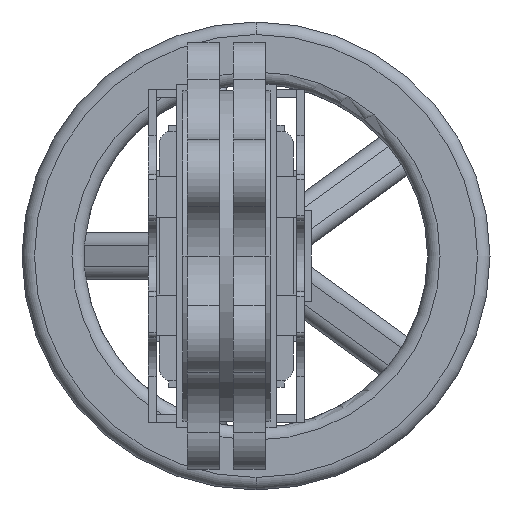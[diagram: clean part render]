
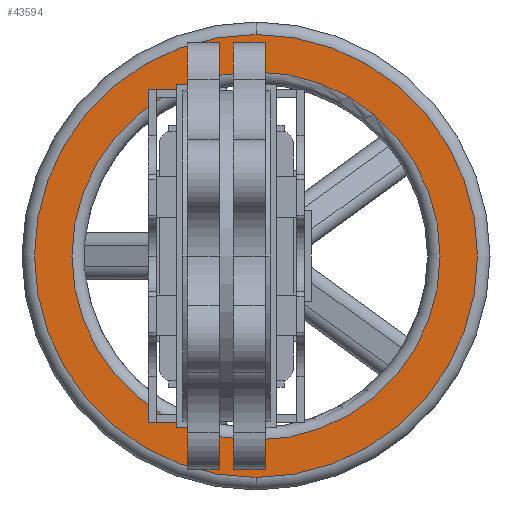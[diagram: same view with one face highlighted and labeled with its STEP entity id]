
A CAD part, front view. The second image highlights one B-rep face of the part: STEP entity #43594.
In plain terms, the highlighted planar face has unit normal (0, -1, 0).
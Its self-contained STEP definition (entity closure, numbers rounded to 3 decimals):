
#1870 = DIRECTION ( 'NONE',  ( 0., 0., 1. ) ) ;
#4602 = CIRCLE ( 'NONE', #14497, 142. ) ;
#5756 = EDGE_CURVE ( 'NONE', #14668, #27503, #29568, .T. ) ;
#6204 = VERTEX_POINT ( 'NONE', #45807 ) ;
#7000 = DIRECTION ( 'NONE',  ( 0., 0., 1. ) ) ;
#10262 = VERTEX_POINT ( 'NONE', #39432 ) ;
#11920 = ORIENTED_EDGE ( 'NONE', *, *, #19513, .T. ) ;
#12451 = CIRCLE ( 'NONE', #47654, 118. ) ;
#12974 = CARTESIAN_POINT ( 'NONE',  ( 14.5, 423., 110. ) ) ;
#14497 = AXIS2_PLACEMENT_3D ( 'NONE', #48143, #21691, #37188 ) ;
#14668 = VERTEX_POINT ( 'NONE', #18641 ) ;
#16881 = DIRECTION ( 'NONE',  ( 0., 0., 1. ) ) ;
#18641 = CARTESIAN_POINT ( 'NONE',  ( 14.5, 423., 252. ) ) ;
#19513 = EDGE_CURVE ( 'NONE', #27503, #14668, #4602, .T. ) ;
#20832 = EDGE_CURVE ( 'NONE', #10262, #6204, #36899, .T. ) ;
#21377 = FACE_BOUND ( 'NONE', #35635, .T. ) ;
#21691 = DIRECTION ( 'NONE',  ( 0., -1., 0. ) ) ;
#21916 = CARTESIAN_POINT ( 'NONE',  ( 14.5, 423., 110. ) ) ;
#22331 = AXIS2_PLACEMENT_3D ( 'NONE', #28825, #47646, #16881 ) ;
#24845 = DIRECTION ( 'NONE',  ( 0., 0., 1. ) ) ;
#27503 = VERTEX_POINT ( 'NONE', #29052 ) ;
#28763 = ORIENTED_EDGE ( 'NONE', *, *, #5756, .T. ) ;
#28825 = CARTESIAN_POINT ( 'NONE',  ( 14.5, 423., 110. ) ) ;
#29052 = CARTESIAN_POINT ( 'NONE',  ( 14.5, 423., -32. ) ) ;
#29389 = DIRECTION ( 'NONE',  ( 0., 1., 0. ) ) ;
#29568 = CIRCLE ( 'NONE', #48358, 142. ) ;
#32794 = DIRECTION ( 'NONE',  ( 0., -1., 0. ) ) ;
#34533 = EDGE_LOOP ( 'NONE', ( #28763, #11920 ) ) ;
#35066 = FACE_OUTER_BOUND ( 'NONE', #34533, .T. ) ;
#35635 = EDGE_LOOP ( 'NONE', ( #48737, #35705 ) ) ;
#35705 = ORIENTED_EDGE ( 'NONE', *, *, #20832, .T. ) ;
#36016 = PLANE ( 'NONE',  #22331 ) ;
#36899 = CIRCLE ( 'NONE', #48292, 118. ) ;
#37188 = DIRECTION ( 'NONE',  ( 0., 0., 1. ) ) ;
#37472 = EDGE_CURVE ( 'NONE', #6204, #10262, #12451, .T. ) ;
#39432 = CARTESIAN_POINT ( 'NONE',  ( 14.5, 423., -8. ) ) ;
#43594 = ADVANCED_FACE ( 'NONE', ( #21377, #35066 ), #36016, .F. ) ;
#45807 = CARTESIAN_POINT ( 'NONE',  ( 14.5, 423., 228. ) ) ;
#47196 = DIRECTION ( 'NONE',  ( 0., 1., 0. ) ) ;
#47600 = CARTESIAN_POINT ( 'NONE',  ( 14.5, 423., 110. ) ) ;
#47646 = DIRECTION ( 'NONE',  ( 0., 1., 0. ) ) ;
#47654 = AXIS2_PLACEMENT_3D ( 'NONE', #21916, #29389, #7000 ) ;
#48143 = CARTESIAN_POINT ( 'NONE',  ( 14.5, 423., 110. ) ) ;
#48292 = AXIS2_PLACEMENT_3D ( 'NONE', #12974, #47196, #1870 ) ;
#48358 = AXIS2_PLACEMENT_3D ( 'NONE', #47600, #32794, #24845 ) ;
#48737 = ORIENTED_EDGE ( 'NONE', *, *, #37472, .T. ) ;
